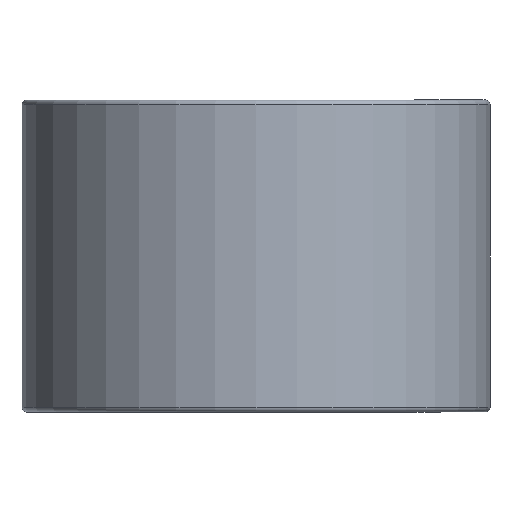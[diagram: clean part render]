
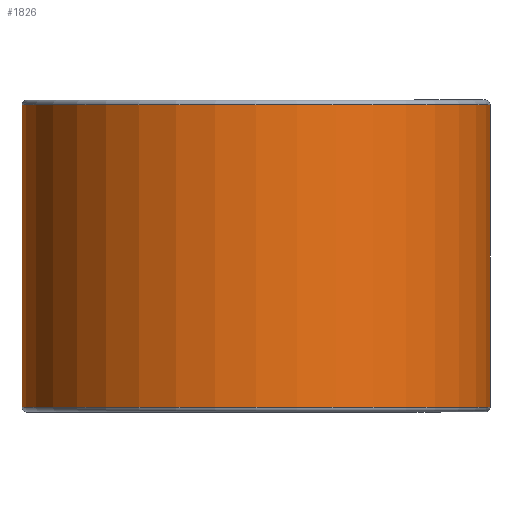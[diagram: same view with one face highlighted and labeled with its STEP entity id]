
A CAD part, left-side view. The second image highlights one B-rep face of the part: STEP entity #1826.
In plain terms, the highlighted cylindrical face has radius 7.144 mm (diameter 14.288 mm), a partial arc.
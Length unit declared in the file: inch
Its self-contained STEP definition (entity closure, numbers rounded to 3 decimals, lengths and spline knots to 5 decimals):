
#141 = DIRECTION ( 'NONE',  ( 0., 0., 1. ) ) ;
#405 = ORIENTED_EDGE ( 'NONE', *, *, #2434, .T. ) ;
#455 = VERTEX_POINT ( 'NONE', #2396 ) ;
#715 = ORIENTED_EDGE ( 'NONE', *, *, #2222, .T. ) ;
#793 = CIRCLE ( 'NONE', #1216, 0.28125 ) ;
#872 = DIRECTION ( 'NONE',  ( 0., 0., 1. ) ) ;
#879 = AXIS2_PLACEMENT_3D ( 'NONE', #1775, #2605, #2627 ) ;
#966 = DIRECTION ( 'NONE',  ( 0., -1., 0. ) ) ;
#996 = VERTEX_POINT ( 'NONE', #2574 ) ;
#998 = VECTOR ( 'NONE', #141, 39.37008 ) ;
#1031 = EDGE_CURVE ( 'NONE', #455, #1050, #2252, .T. ) ;
#1050 = VERTEX_POINT ( 'NONE', #2374 ) ;
#1148 = CARTESIAN_POINT ( 'NONE',  ( 0., 0.28125, -0.18188 ) ) ;
#1216 = AXIS2_PLACEMENT_3D ( 'NONE', #1614, #2236, #2655 ) ;
#1284 = ORIENTED_EDGE ( 'NONE', *, *, #2497, .F. ) ;
#1433 = VECTOR ( 'NONE', #872, 39.37008 ) ;
#1576 = FACE_OUTER_BOUND ( 'NONE', #2645, .T. ) ;
#1614 = CARTESIAN_POINT ( 'NONE',  ( 0., 0., -0.18188 ) ) ;
#1641 = CARTESIAN_POINT ( 'NONE',  ( 0., -0.28125, 0.1875 ) ) ;
#1680 = CARTESIAN_POINT ( 'NONE',  ( 0., 0.28125, 0.1875 ) ) ;
#1775 = CARTESIAN_POINT ( 'NONE',  ( 0., 0., 0.18188 ) ) ;
#1806 = DIRECTION ( 'NONE',  ( 0., 0., 1. ) ) ;
#1826 = ADVANCED_FACE ( 'NONE', ( #1576 ), #2746, .T. ) ;
#2037 = CARTESIAN_POINT ( 'NONE',  ( 0., 0., 0.1875 ) ) ;
#2142 = VERTEX_POINT ( 'NONE', #1148 ) ;
#2212 = LINE ( 'NONE', #1641, #998 ) ;
#2222 = EDGE_CURVE ( 'NONE', #2142, #996, #793, .T. ) ;
#2236 = DIRECTION ( 'NONE',  ( 0., 0., 1. ) ) ;
#2252 = CIRCLE ( 'NONE', #879, 0.28125 ) ;
#2275 = ORIENTED_EDGE ( 'NONE', *, *, #1031, .T. ) ;
#2374 = CARTESIAN_POINT ( 'NONE',  ( 0., 0.28125, 0.18187 ) ) ;
#2396 = CARTESIAN_POINT ( 'NONE',  ( 0., -0.28125, 0.18188 ) ) ;
#2434 = EDGE_CURVE ( 'NONE', #996, #455, #2212, .T. ) ;
#2497 = EDGE_CURVE ( 'NONE', #2142, #1050, #2575, .T. ) ;
#2574 = CARTESIAN_POINT ( 'NONE',  ( 0., -0.28125, -0.18187 ) ) ;
#2575 = LINE ( 'NONE', #1680, #1433 ) ;
#2605 = DIRECTION ( 'NONE',  ( 0., 0., -1. ) ) ;
#2627 = DIRECTION ( 'NONE',  ( 0., 1., 0. ) ) ;
#2645 = EDGE_LOOP ( 'NONE', ( #1284, #715, #405, #2275 ) ) ;
#2655 = DIRECTION ( 'NONE',  ( 0., -1., 0. ) ) ;
#2692 = AXIS2_PLACEMENT_3D ( 'NONE', #2037, #1806, #966 ) ;
#2746 = CYLINDRICAL_SURFACE ( 'NONE', #2692, 0.28125 ) ;
